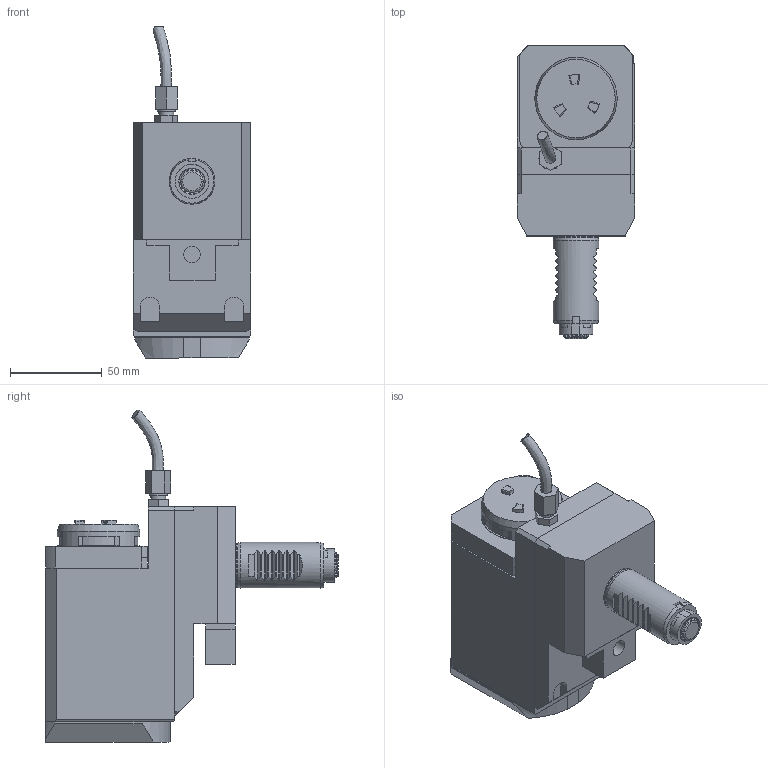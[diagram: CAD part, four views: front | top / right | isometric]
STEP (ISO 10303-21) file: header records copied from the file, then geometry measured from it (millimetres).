
FILE_DESCRIPTION (( 'STEP AP214' ), '1' );
FILE_NAME ('RRPPAH25I121US320.STEP', '2025-09-26T11:55:23', ( '' ), ( '' ), 'SwSTEP 2.0', 'SolidWorks 2023', '' );
FILE_SCHEMA (( 'AUTOMOTIVE_DESIGN' ));
Length unit declared in the file: millimetre
Products named in the file (1): RRPPAH25I121US320
Bounding box: 64 x 160 x 181.31 mm (x, y, z)
Volume: 706001 mm3; surface area: 60323.8 mm2
Topology: 1 solids, 1 shells, 733 faces, 1972 edges, 1297 vertices
Faces by surface type: plane 482, cylinder 122, bspline 106, cone 20, torus 3
Full cylindrical faces by diameter (mm): 1.7 x1, 2.1 x1, 6.366 x1, 8.15 x1, 9 x1, 9.8 x1, 24.1 x1, 25 x1, 45 x1
Entity records: 32375 total; most frequent: CARTESIAN_POINT 11243, ORIENTED_EDGE 3898, DIRECTION 3089, EDGE_CURVE 1949, VERTEX_POINT 1291, LINE 1281, VECTOR 1281, AXIS2_PLACEMENT_3D 904
